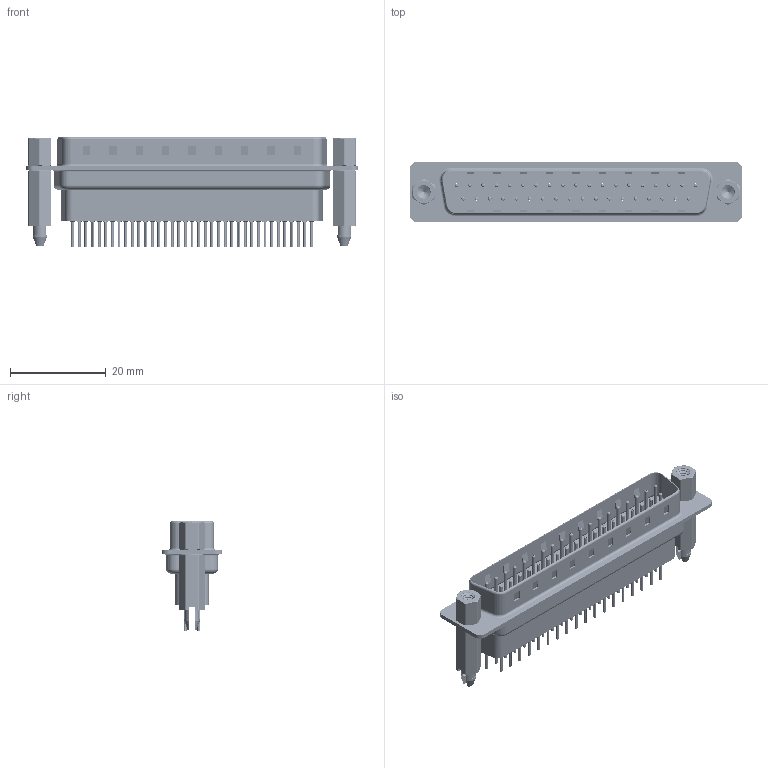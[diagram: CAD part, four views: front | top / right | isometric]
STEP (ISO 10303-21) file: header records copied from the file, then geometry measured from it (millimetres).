
FILE_DESCRIPTION (( 'STEP AP203' ), '1' );
FILE_NAME ('627-037-241-057.STEP', '2020-07-15T03:33:35', ( '' ), ( '' ), 'SwSTEP 2.0', 'SolidWorks 2020', '' );
FILE_SCHEMA (( 'CONFIG_CONTROL_DESIGN' ));
Length unit declared in the file: millimetre
Products named in the file (8): 627 Shell Front_37 Contacts; 627 Contact Row 1_41; 627 4-40 Threaded Boardlock_HP41; 627 4-40 Hex Standoff; 627 Shell Rear_37 Contacts; 627-037-241-057; 627 Contact Row 2_41; 627 Housing_37 HP
Assembly tree (44 placements, depth 2):
  627-037-241-057
    627 Housing_37 HP
    627 Shell Front_37 Contacts
    627 Shell Rear_37 Contacts
    627 Contact Row 1_41  x19
    627 Contact Row 2_41  x18
    627 4-40 Hex Standoff  x2
    627 4-40 Threaded Boardlock_HP41  x2
Bounding box: 69.3 x 12.6 x 22.8 mm (x, y, z)
Volume: 5816.8 mm3; surface area: 14880.4 mm2
Topology: 44 solids, 44 shells, 4272 faces, 11137 edges, 6999 vertices
Faces by surface type: cylinder 1648, plane 1145, torus 1055, cone 406, bspline 18
Entity records: 36811 total; most frequent: CARTESIAN_POINT 10967, DIRECTION 5234, ORIENTED_EDGE 4902, EDGE_CURVE 2451, AXIS2_PLACEMENT_3D 2051, VERTEX_POINT 1577, EDGE_LOOP 1180, VECTOR 1132
